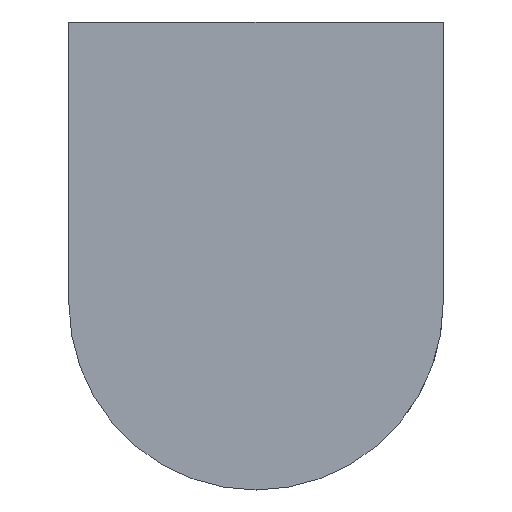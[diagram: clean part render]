
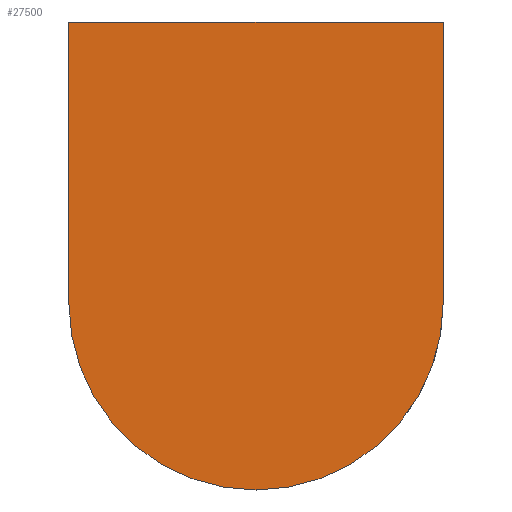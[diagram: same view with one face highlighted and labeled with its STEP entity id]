
A CAD part, front view. The second image highlights one B-rep face of the part: STEP entity #27500.
In plain terms, the highlighted planar face has unit normal (0, -1, 0).
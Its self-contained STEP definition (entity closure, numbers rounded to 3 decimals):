
#1480 = DIRECTION ( 'NONE',  ( 0., 1., 0. ) ) ;
#1548 = VERTEX_POINT ( 'NONE', #26384 ) ;
#1786 = LINE ( 'NONE', #8648, #6720 ) ;
#2765 = CARTESIAN_POINT ( 'NONE',  ( 0., 0., -30. ) ) ;
#4128 = PLANE ( 'NONE',  #25348 ) ;
#4559 = ORIENTED_EDGE ( 'NONE', *, *, #23164, .F. ) ;
#5226 = LINE ( 'NONE', #5392, #20685 ) ;
#5392 = CARTESIAN_POINT ( 'NONE',  ( -20., 0., 0. ) ) ;
#6720 = VECTOR ( 'NONE', #24644, 1000. ) ;
#8110 = VERTEX_POINT ( 'NONE', #16799 ) ;
#8648 = CARTESIAN_POINT ( 'NONE',  ( -20., 0., -30. ) ) ;
#9706 = FACE_OUTER_BOUND ( 'NONE', #32155, .T. ) ;
#10097 = AXIS2_PLACEMENT_3D ( 'NONE', #25696, #31169, #13448 ) ;
#11432 = AXIS2_PLACEMENT_3D ( 'NONE', #2765, #12883, #20504 ) ;
#12366 = CARTESIAN_POINT ( 'NONE',  ( 0., 0., -30. ) ) ;
#12883 = DIRECTION ( 'NONE',  ( 0., 1., 0. ) ) ;
#13337 = ORIENTED_EDGE ( 'NONE', *, *, #30305, .F. ) ;
#13448 = DIRECTION ( 'NONE',  ( 0., 0., 1. ) ) ;
#15508 = DIRECTION ( 'NONE',  ( 1., 0., 0. ) ) ;
#16185 = CIRCLE ( 'NONE', #11432, 20. ) ;
#16628 = LINE ( 'NONE', #31876, #23657 ) ;
#16799 = CARTESIAN_POINT ( 'NONE',  ( -20., 0., -30. ) ) ;
#18034 = CIRCLE ( 'NONE', #10097, 20. ) ;
#18970 = VERTEX_POINT ( 'NONE', #24366 ) ;
#19173 = ORIENTED_EDGE ( 'NONE', *, *, #22618, .F. ) ;
#20256 = EDGE_CURVE ( 'NONE', #21742, #8110, #16185, .T. ) ;
#20504 = DIRECTION ( 'NONE',  ( 0., 0., 1. ) ) ;
#20685 = VECTOR ( 'NONE', #15508, 1000. ) ;
#21742 = VERTEX_POINT ( 'NONE', #24972 ) ;
#22307 = DIRECTION ( 'NONE',  ( 0., 0., 1. ) ) ;
#22454 = CARTESIAN_POINT ( 'NONE',  ( 20., 0., -30. ) ) ;
#22618 = EDGE_CURVE ( 'NONE', #8110, #1548, #1786, .T. ) ;
#22950 = VERTEX_POINT ( 'NONE', #22454 ) ;
#23164 = EDGE_CURVE ( 'NONE', #18970, #22950, #16628, .T. ) ;
#23657 = VECTOR ( 'NONE', #24086, 1000. ) ;
#24086 = DIRECTION ( 'NONE',  ( 0., 0., -1. ) ) ;
#24366 = CARTESIAN_POINT ( 'NONE',  ( 20., 0., 0. ) ) ;
#24644 = DIRECTION ( 'NONE',  ( 0., 0., 1. ) ) ;
#24972 = CARTESIAN_POINT ( 'NONE',  ( 0., 0., -50. ) ) ;
#25348 = AXIS2_PLACEMENT_3D ( 'NONE', #12366, #1480, #22307 ) ;
#25696 = CARTESIAN_POINT ( 'NONE',  ( 0., 0., -30. ) ) ;
#26384 = CARTESIAN_POINT ( 'NONE',  ( -20., 0., 0. ) ) ;
#27500 = ADVANCED_FACE ( 'NONE', ( #9706 ), #4128, .F. ) ;
#28243 = ORIENTED_EDGE ( 'NONE', *, *, #20256, .F. ) ;
#29632 = EDGE_CURVE ( 'NONE', #1548, #18970, #5226, .T. ) ;
#30142 = ORIENTED_EDGE ( 'NONE', *, *, #29632, .F. ) ;
#30305 = EDGE_CURVE ( 'NONE', #22950, #21742, #18034, .T. ) ;
#31169 = DIRECTION ( 'NONE',  ( 0., 1., 0. ) ) ;
#31876 = CARTESIAN_POINT ( 'NONE',  ( 20., 0., 0. ) ) ;
#32155 = EDGE_LOOP ( 'NONE', ( #4559, #30142, #19173, #28243, #13337 ) ) ;
